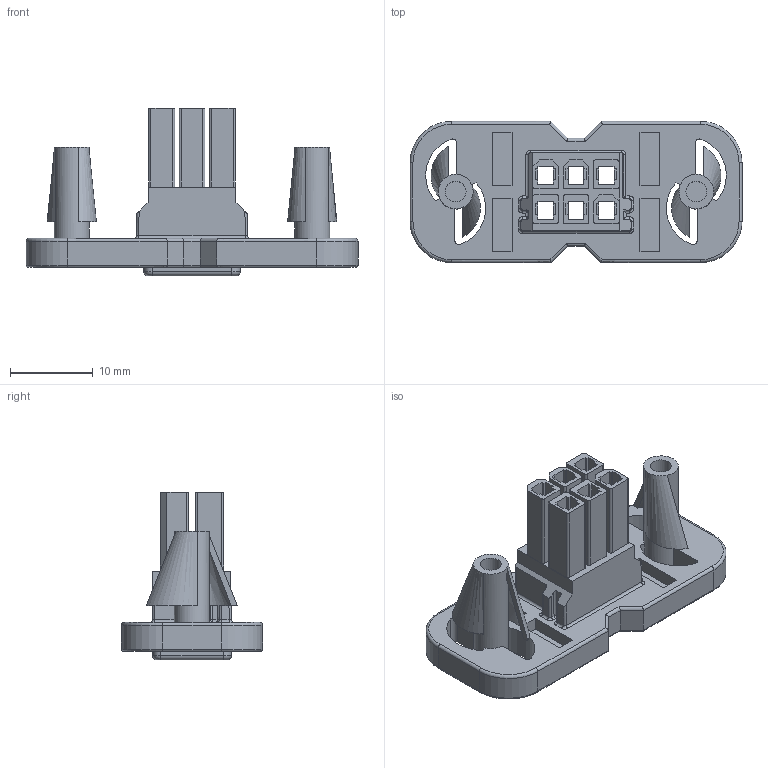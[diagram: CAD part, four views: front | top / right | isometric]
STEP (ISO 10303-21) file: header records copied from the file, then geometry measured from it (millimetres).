
FILE_DESCRIPTION (( 'STEP AP203' ), '1' );
FILE_NAME ('FHG36502-D06M2NAB.STEP', '2025-11-05T07:55:07', ( '' ), ( '' ), 'SwSTEP 2.0', 'SolidWorks 2021', '' );
FILE_SCHEMA (( 'CONFIG_CONTROL_DESIGN' ));
Length unit declared in the file: millimetre
Products named in the file (1): FHG36502-D06M2NAB
Bounding box: 40.03 x 17.02 x 20.23 mm (x, y, z)
Volume: 2910.8 mm3; surface area: 4676.5 mm2
Topology: 1 solids, 1 shells, 357 faces, 955 edges, 608 vertices
Faces by surface type: plane 222, cylinder 92, bspline 30, torus 13
Full cylindrical faces by diameter (mm): 2.5 x2, 4.19 x2
Entity records: 11608 total; most frequent: CARTESIAN_POINT 2860, ORIENTED_EDGE 1890, DIRECTION 1671, EDGE_CURVE 945, VECTOR 697, LINE 697, VERTEX_POINT 606, AXIS2_PLACEMENT_3D 487
